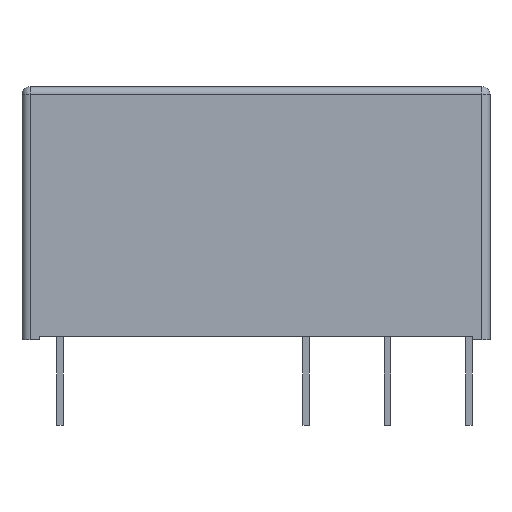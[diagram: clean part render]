
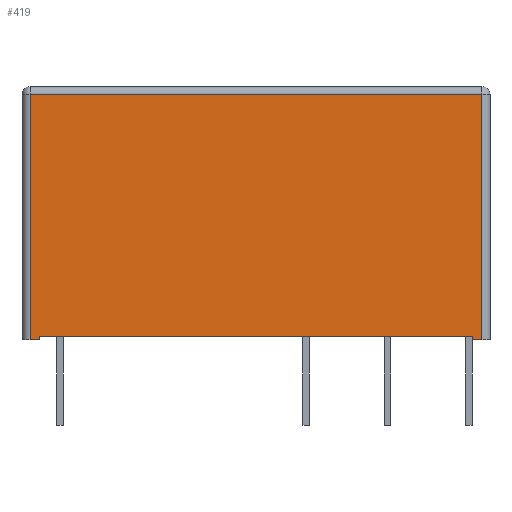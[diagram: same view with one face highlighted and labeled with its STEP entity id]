
A CAD part, front view. The second image highlights one B-rep face of the part: STEP entity #419.
In plain terms, the highlighted planar face has unit normal (0, -1, 0).
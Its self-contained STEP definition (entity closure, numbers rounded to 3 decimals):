
#13=DIRECTION('',(0.,0.,1.));
#126=VERTEX_POINT('',#127);
#127=CARTESIAN_POINT('',(-1.289,-2.6,0.2));
#168=VERTEX_POINT('',#169);
#169=CARTESIAN_POINT('',(25.589,-2.6,0.2));
#173=ORIENTED_EDGE('',*,*,#174,.F.);
#174=EDGE_CURVE('',#126,#168,#175,.T.);
#175=LINE('',#127,#176);
#176=VECTOR('',#177,1.);
#177=DIRECTION('',(1.,0.,0.));
#373=VECTOR('',#13,1.);
#375=ORIENTED_EDGE('',*,*,#376,.F.);
#376=EDGE_CURVE('',#377,#126,#379,.T.);
#377=VERTEX_POINT('',#378);
#378=CARTESIAN_POINT('',(-1.289,-2.6,0.));
#379=LINE('',#378,#373);
#419=ADVANCED_FACE('',(#420),#451,.F.);
#420=FACE_BOUND('',#421,.F.);
#421=EDGE_LOOP('',(#422,#428,#433,#439,#444,#448,#173,#375));
#422=ORIENTED_EDGE('',*,*,#423,.F.);
#423=EDGE_CURVE('',#424,#377,#426,.T.);
#424=VERTEX_POINT('',#425);
#425=CARTESIAN_POINT('',(-1.85,-2.6,0.));
#426=LINE('',#427,#176);
#427=CARTESIAN_POINT('',(-2.35,-2.6,0.));
#428=ORIENTED_EDGE('',*,*,#429,.T.);
#429=EDGE_CURVE('',#424,#430,#432,.T.);
#430=VERTEX_POINT('',#431);
#431=CARTESIAN_POINT('',(-1.85,-2.6,15.2));
#432=LINE('',#425,#373);
#433=ORIENTED_EDGE('',*,*,#434,.T.);
#434=EDGE_CURVE('',#430,#435,#437,.T.);
#435=VERTEX_POINT('',#436);
#436=CARTESIAN_POINT('',(26.15,-2.6,15.2));
#437=LINE('',#438,#176);
#438=CARTESIAN_POINT('',(-2.35,-2.6,15.2));
#439=ORIENTED_EDGE('',*,*,#440,.F.);
#440=EDGE_CURVE('',#441,#435,#443,.T.);
#441=VERTEX_POINT('',#442);
#442=CARTESIAN_POINT('',(26.15,-2.6,0.));
#443=LINE('',#442,#373);
#444=ORIENTED_EDGE('',*,*,#445,.F.);
#445=EDGE_CURVE('',#446,#441,#426,.T.);
#446=VERTEX_POINT('',#447);
#447=CARTESIAN_POINT('',(25.589,-2.6,0.));
#448=ORIENTED_EDGE('',*,*,#449,.T.);
#449=EDGE_CURVE('',#446,#168,#450,.T.);
#450=LINE('',#447,#373);
#451=PLANE('',#452);
#452=AXIS2_PLACEMENT_3D('',#427,#453,#177);
#453=DIRECTION('',(0.,1.,0.));
